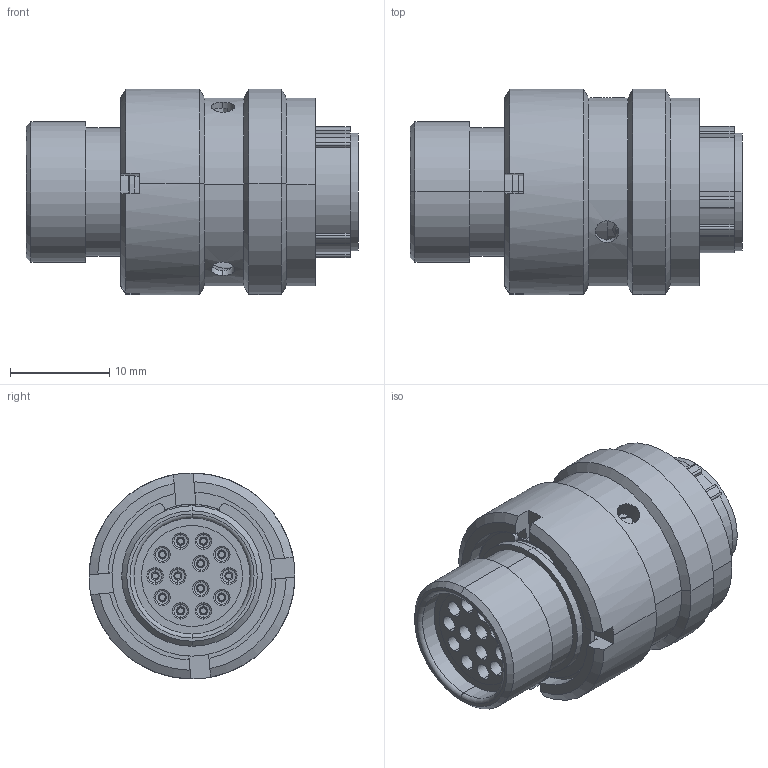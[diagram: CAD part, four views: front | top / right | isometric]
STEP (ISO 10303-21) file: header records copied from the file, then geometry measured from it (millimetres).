
FILE_DESCRIPTION (( 'STEP AP214' ), '1' );
FILE_NAME ('AS610-35PD.STEP', '2020-01-29T16:22:50', ( 'TE Connectivity' ), ( 'TE Connectivity' ), 'SwSTEP 2.0', 'SolidWorks 2016', '' );
FILE_SCHEMA (( 'AUTOMOTIVE_DESIGN' ));
Length unit declared in the file: millimetre
Products named in the file (1): AS610-35PD
Bounding box: 33.37 x 20.7 x 20.7 mm (x, y, z)
Volume: 5198.4 mm3; surface area: 8573.5 mm2
Topology: 21 solids, 21 shells, 970 faces, 2291 edges, 1409 vertices
Faces by surface type: cylinder 299, plane 271, torus 266, cone 118, bspline 12, sphere 4
Entity records: 42370 total; most frequent: CARTESIAN_POINT 9468, DIRECTION 4718, ORIENTED_EDGE 4566, EDGE_CURVE 2283, AXIS2_PLACEMENT_3D 2079, VERTEX_POINT 1405, CIRCLE 1120, EDGE_LOOP 1086
